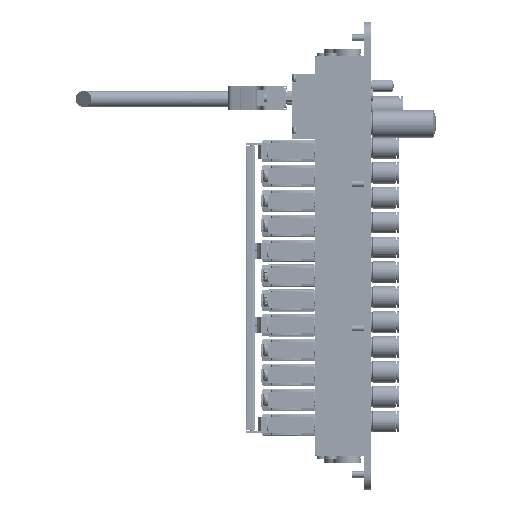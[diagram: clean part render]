
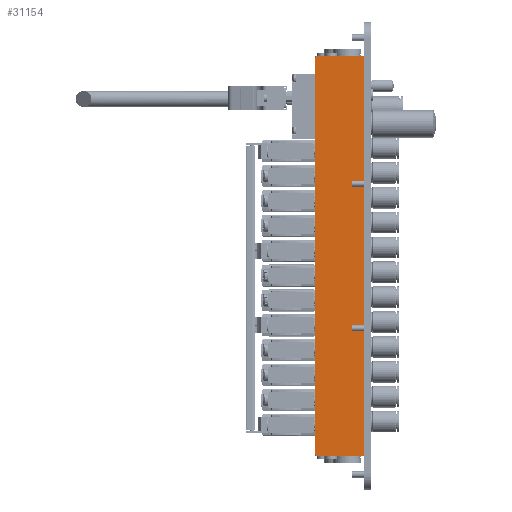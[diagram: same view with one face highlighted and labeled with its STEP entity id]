
A CAD part, left-side view. The second image highlights one B-rep face of the part: STEP entity #31154.
In plain terms, the highlighted face is planar.
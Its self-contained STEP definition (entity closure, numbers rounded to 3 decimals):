
#5170=FACE_OUTER_BOUND('',#7601,.T.);
#7601=EDGE_LOOP('',(#24024,#24025,#24026,#24027,#24028,#24029,#24030,#24031,
#24032,#24033,#24034,#24035));
#9537=LINE('',#46144,#11862);
#9748=LINE('',#46706,#12073);
#10072=LINE('',#47624,#12397);
#10073=LINE('',#47630,#12398);
#10079=LINE('',#47650,#12404);
#10107=LINE('',#47987,#12432);
#10108=LINE('',#47993,#12433);
#10122=LINE('',#48037,#12447);
#10123=LINE('',#48039,#12448);
#10125=LINE('',#48041,#12450);
#10202=LINE('',#49123,#12527);
#10203=LINE('',#49124,#12528);
#11862=VECTOR('',#36529,10.);
#12073=VECTOR('',#37042,10.);
#12397=VECTOR('',#37866,10.);
#12398=VECTOR('',#37871,10.);
#12404=VECTOR('',#37895,10.);
#12432=VECTOR('',#38321,10.);
#12433=VECTOR('',#38326,10.);
#12447=VECTOR('',#38374,10.);
#12448=VECTOR('',#38377,10.);
#12450=VECTOR('',#38379,10.);
#12527=VECTOR('',#39606,10.);
#12528=VECTOR('',#39607,10.);
#14142=VERTEX_POINT('',#46141);
#14143=VERTEX_POINT('',#46143);
#14340=VERTEX_POINT('',#46699);
#14343=VERTEX_POINT('',#46704);
#14686=VERTEX_POINT('',#47620);
#14687=VERTEX_POINT('',#47622);
#14688=VERTEX_POINT('',#47626);
#14690=VERTEX_POINT('',#47629);
#14804=VERTEX_POINT('',#47983);
#14805=VERTEX_POINT('',#47985);
#14806=VERTEX_POINT('',#47989);
#14808=VERTEX_POINT('',#47992);
#17249=EDGE_CURVE('',#14142,#14143,#9537,.T.);
#17525=EDGE_CURVE('',#14340,#14343,#9748,.T.);
#17976=EDGE_CURVE('',#14686,#14687,#10072,.T.);
#17978=EDGE_CURVE('',#14688,#14690,#10073,.T.);
#17989=EDGE_CURVE('',#14690,#14687,#10079,.T.);
#18101=EDGE_CURVE('',#14804,#14805,#10107,.T.);
#18103=EDGE_CURVE('',#14806,#14808,#10108,.T.);
#18126=EDGE_CURVE('',#14808,#14805,#10122,.T.);
#18127=EDGE_CURVE('',#14142,#14804,#10123,.T.);
#18129=EDGE_CURVE('',#14806,#14340,#10125,.T.);
#18483=EDGE_CURVE('',#14686,#14343,#10202,.T.);
#18484=EDGE_CURVE('',#14143,#14688,#10203,.T.);
#24024=ORIENTED_EDGE('',*,*,#18127,.T.);
#24025=ORIENTED_EDGE('',*,*,#18101,.T.);
#24026=ORIENTED_EDGE('',*,*,#18126,.F.);
#24027=ORIENTED_EDGE('',*,*,#18103,.F.);
#24028=ORIENTED_EDGE('',*,*,#18129,.T.);
#24029=ORIENTED_EDGE('',*,*,#17525,.T.);
#24030=ORIENTED_EDGE('',*,*,#18483,.F.);
#24031=ORIENTED_EDGE('',*,*,#17976,.T.);
#24032=ORIENTED_EDGE('',*,*,#17989,.F.);
#24033=ORIENTED_EDGE('',*,*,#17978,.F.);
#24034=ORIENTED_EDGE('',*,*,#18484,.F.);
#24035=ORIENTED_EDGE('',*,*,#17249,.F.);
#29721=PLANE('',#33800);
#31154=ADVANCED_FACE('',(#5170),#29721,.T.);
#33800=AXIS2_PLACEMENT_3D('',#49122,#39604,#39605);
#36529=DIRECTION('',(0.,0.,1.));
#37042=DIRECTION('',(0.,0.,1.));
#37866=DIRECTION('',(0.,0.,1.));
#37871=DIRECTION('',(0.,0.,1.));
#37895=DIRECTION('',(0.,1.,0.));
#38321=DIRECTION('',(0.,0.,-1.));
#38326=DIRECTION('',(0.,0.,-1.));
#38374=DIRECTION('',(0.,-1.,0.));
#38377=DIRECTION('',(0.,1.,0.));
#38379=DIRECTION('',(0.,1.,0.));
#39604=DIRECTION('center_axis',(1.,0.,0.));
#39605=DIRECTION('ref_axis',(0.,1.,0.));
#39606=DIRECTION('',(0.,1.,0.));
#39607=DIRECTION('',(0.,1.,0.));
#46141=CARTESIAN_POINT('',(110.,-33.8,0.));
#46143=CARTESIAN_POINT('',(110.,-33.8,256.));
#46144=CARTESIAN_POINT('',(110.,-33.8,0.));
#46699=CARTESIAN_POINT('',(110.,0.,0.));
#46704=CARTESIAN_POINT('',(110.,0.,256.));
#46706=CARTESIAN_POINT('',(110.,0.,0.));
#47620=CARTESIAN_POINT('',(110.,-1.3,256.));
#47622=CARTESIAN_POINT('',(110.,-1.3,256.69));
#47624=CARTESIAN_POINT('',(110.,-1.3,256.));
#47626=CARTESIAN_POINT('',(110.,-32.5,256.));
#47629=CARTESIAN_POINT('',(110.,-32.5,256.69));
#47630=CARTESIAN_POINT('',(110.,-32.5,256.));
#47650=CARTESIAN_POINT('',(110.,-32.5,256.69));
#47983=CARTESIAN_POINT('',(110.,-32.5,0.));
#47985=CARTESIAN_POINT('',(110.,-32.5,-0.69));
#47987=CARTESIAN_POINT('',(110.,-32.5,0.));
#47989=CARTESIAN_POINT('',(110.,-1.3,0.));
#47992=CARTESIAN_POINT('',(110.,-1.3,-0.69));
#47993=CARTESIAN_POINT('',(110.,-1.3,0.));
#48037=CARTESIAN_POINT('',(110.,-32.5,-0.69));
#48039=CARTESIAN_POINT('',(110.,-33.8,0.));
#48041=CARTESIAN_POINT('',(110.,-33.8,0.));
#49122=CARTESIAN_POINT('Origin',(110.,-33.8,0.));
#49123=CARTESIAN_POINT('',(110.,-33.8,256.));
#49124=CARTESIAN_POINT('',(110.,-33.8,256.));
